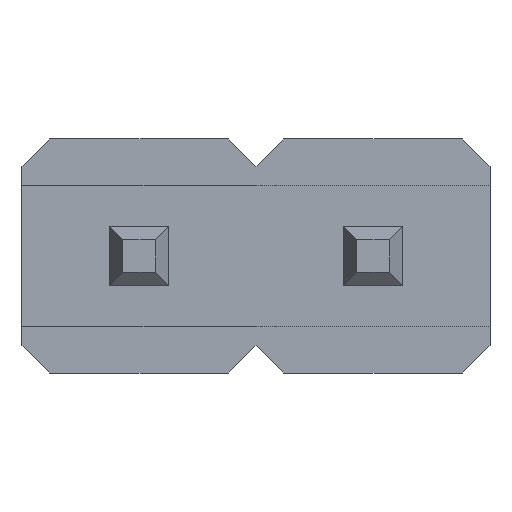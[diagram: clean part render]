
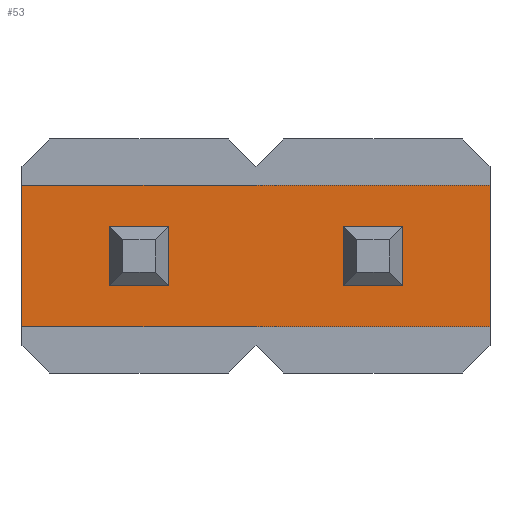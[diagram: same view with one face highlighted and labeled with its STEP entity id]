
A CAD part, front view. The second image highlights one B-rep face of the part: STEP entity #53.
In plain terms, the highlighted planar face has unit normal (0, -1, 0).
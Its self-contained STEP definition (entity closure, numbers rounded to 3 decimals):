
#1 = VERTEX_POINT ( 'NONE', #562 ) ;
#2 = EDGE_CURVE ( 'NONE', #3, #1, #561, .T. ) ;
#3 = VERTEX_POINT ( 'NONE', #557 ) ;
#4 = ORIENTED_EDGE ( 'NONE', *, *, #2, .T. ) ;
#5 = EDGE_CURVE ( 'NONE', #3, #340, #556, .T. ) ;
#6 = ORIENTED_EDGE ( 'NONE', *, *, #5, .F. ) ;
#53 = ADVANCED_FACE ( 'NONE', ( #695, #694, #693 ), #843, .F. ) ;
#54 = EDGE_LOOP ( 'NONE', ( #55, #59, #63, #341 ) ) ;
#55 = ORIENTED_EDGE ( 'NONE', *, *, #56, .F. ) ;
#56 = EDGE_CURVE ( 'NONE', #57, #58, #838, .T. ) ;
#57 = VERTEX_POINT ( 'NONE', #834 ) ;
#58 = VERTEX_POINT ( 'NONE', #833 ) ;
#59 = ORIENTED_EDGE ( 'NONE', *, *, #60, .F. ) ;
#60 = EDGE_CURVE ( 'NONE', #61, #57, #832, .T. ) ;
#61 = VERTEX_POINT ( 'NONE', #828 ) ;
#63 = ORIENTED_EDGE ( 'NONE', *, *, #95, .F. ) ;
#89 = ORIENTED_EDGE ( 'NONE', *, *, #90, .F. ) ;
#90 = EDGE_CURVE ( 'NONE', #91, #174, #744, .T. ) ;
#91 = VERTEX_POINT ( 'NONE', #740 ) ;
#92 = ORIENTED_EDGE ( 'NONE', *, *, #93, .F. ) ;
#93 = EDGE_CURVE ( 'NONE', #171, #91, #872, .T. ) ;
#95 = EDGE_CURVE ( 'NONE', #265, #61, #867, .T. ) ;
#137 = ORIENTED_EDGE ( 'NONE', *, *, #167, .T. ) ;
#138 = EDGE_LOOP ( 'NONE', ( #168, #172, #89, #92 ) ) ;
#167 = EDGE_CURVE ( 'NONE', #1, #339, #1070, .T. ) ;
#168 = ORIENTED_EDGE ( 'NONE', *, *, #169, .F. ) ;
#169 = EDGE_CURVE ( 'NONE', #170, #171, #996, .T. ) ;
#170 = VERTEX_POINT ( 'NONE', #992 ) ;
#171 = VERTEX_POINT ( 'NONE', #991 ) ;
#172 = ORIENTED_EDGE ( 'NONE', *, *, #173, .F. ) ;
#173 = EDGE_CURVE ( 'NONE', #174, #170, #990, .T. ) ;
#174 = VERTEX_POINT ( 'NONE', #986 ) ;
#265 = VERTEX_POINT ( 'NONE', #1213 ) ;
#339 = VERTEX_POINT ( 'NONE', #1371 ) ;
#340 = VERTEX_POINT ( 'NONE', #1370 ) ;
#341 = ORIENTED_EDGE ( 'NONE', *, *, #385, .F. ) ;
#384 = EDGE_CURVE ( 'NONE', #340, #339, #1494, .T. ) ;
#385 = EDGE_CURVE ( 'NONE', #58, #265, #1490, .T. ) ;
#386 = ORIENTED_EDGE ( 'NONE', *, *, #384, .F. ) ;
#387 = EDGE_LOOP ( 'NONE', ( #386, #6, #4, #137 ) ) ;
#553 = DIRECTION ( 'NONE',  ( 0., 0., 1. ) ) ;
#554 = VECTOR ( 'NONE', #553, 1000. ) ;
#555 = CARTESIAN_POINT ( 'NONE',  ( -1.27, 0.44, 0.77 ) ) ;
#556 = LINE ( 'NONE', #555, #554 ) ;
#557 = CARTESIAN_POINT ( 'NONE',  ( -1.27, 0.44, -0.77 ) ) ;
#558 = DIRECTION ( 'NONE',  ( 1., 0., 0. ) ) ;
#559 = VECTOR ( 'NONE', #558, 1000. ) ;
#560 = CARTESIAN_POINT ( 'NONE',  ( -1.27, 0.44, -0.77 ) ) ;
#561 = LINE ( 'NONE', #560, #559 ) ;
#562 = CARTESIAN_POINT ( 'NONE',  ( 3.81, 0.44, -0.77 ) ) ;
#693 = FACE_BOUND ( 'NONE', #138, .T. ) ;
#694 = FACE_OUTER_BOUND ( 'NONE', #387, .T. ) ;
#695 = FACE_BOUND ( 'NONE', #54, .T. ) ;
#740 = CARTESIAN_POINT ( 'NONE',  ( 2.865, 0.44, -0.325 ) ) ;
#741 = DIRECTION ( 'NONE',  ( 0., 0., 1. ) ) ;
#742 = VECTOR ( 'NONE', #741, 1000. ) ;
#743 = CARTESIAN_POINT ( 'NONE',  ( 2.865, 0.44, 0.77 ) ) ;
#744 = LINE ( 'NONE', #743, #742 ) ;
#828 = CARTESIAN_POINT ( 'NONE',  ( 0.325, 0.44, 0.325 ) ) ;
#829 = DIRECTION ( 'NONE',  ( -1., 0., 0. ) ) ;
#830 = VECTOR ( 'NONE', #829, 1000. ) ;
#831 = CARTESIAN_POINT ( 'NONE',  ( -1.27, 0.44, 0.325 ) ) ;
#832 = LINE ( 'NONE', #831, #830 ) ;
#833 = CARTESIAN_POINT ( 'NONE',  ( -0.325, 0.44, -0.325 ) ) ;
#834 = CARTESIAN_POINT ( 'NONE',  ( -0.325, 0.44, 0.325 ) ) ;
#835 = DIRECTION ( 'NONE',  ( 0., 0., -1. ) ) ;
#836 = VECTOR ( 'NONE', #835, 1000. ) ;
#837 = CARTESIAN_POINT ( 'NONE',  ( -0.325, 0.44, 0.77 ) ) ;
#838 = LINE ( 'NONE', #837, #836 ) ;
#839 = DIRECTION ( 'NONE',  ( 0., 0., 1. ) ) ;
#840 = DIRECTION ( 'NONE',  ( 0., 1., 0. ) ) ;
#841 = CARTESIAN_POINT ( 'NONE',  ( -1.27, 0.44, 0.77 ) ) ;
#842 = AXIS2_PLACEMENT_3D ( 'NONE', #841, #840, #839 ) ;
#843 = PLANE ( 'NONE',  #842 ) ;
#864 = DIRECTION ( 'NONE',  ( 0., 0., 1. ) ) ;
#865 = VECTOR ( 'NONE', #864, 1000. ) ;
#866 = CARTESIAN_POINT ( 'NONE',  ( 0.325, 0.44, 0.77 ) ) ;
#867 = LINE ( 'NONE', #866, #865 ) ;
#869 = DIRECTION ( 'NONE',  ( 1., 0., 0. ) ) ;
#870 = VECTOR ( 'NONE', #869, 1000. ) ;
#871 = CARTESIAN_POINT ( 'NONE',  ( -1.27, 0.44, -0.325 ) ) ;
#872 = LINE ( 'NONE', #871, #870 ) ;
#986 = CARTESIAN_POINT ( 'NONE',  ( 2.865, 0.44, 0.325 ) ) ;
#987 = DIRECTION ( 'NONE',  ( -1., 0., 0. ) ) ;
#988 = VECTOR ( 'NONE', #987, 1000. ) ;
#989 = CARTESIAN_POINT ( 'NONE',  ( -1.27, 0.44, 0.325 ) ) ;
#990 = LINE ( 'NONE', #989, #988 ) ;
#991 = CARTESIAN_POINT ( 'NONE',  ( 2.215, 0.44, -0.325 ) ) ;
#992 = CARTESIAN_POINT ( 'NONE',  ( 2.215, 0.44, 0.325 ) ) ;
#993 = DIRECTION ( 'NONE',  ( 0., 0., -1. ) ) ;
#994 = VECTOR ( 'NONE', #993, 1000. ) ;
#995 = CARTESIAN_POINT ( 'NONE',  ( 2.215, 0.44, 0.77 ) ) ;
#996 = LINE ( 'NONE', #995, #994 ) ;
#1067 = DIRECTION ( 'NONE',  ( 0., 0., 1. ) ) ;
#1068 = VECTOR ( 'NONE', #1067, 1000. ) ;
#1069 = CARTESIAN_POINT ( 'NONE',  ( 3.81, 0.44, 0.77 ) ) ;
#1070 = LINE ( 'NONE', #1069, #1068 ) ;
#1213 = CARTESIAN_POINT ( 'NONE',  ( 0.325, 0.44, -0.325 ) ) ;
#1370 = CARTESIAN_POINT ( 'NONE',  ( -1.27, 0.44, 0.77 ) ) ;
#1371 = CARTESIAN_POINT ( 'NONE',  ( 3.81, 0.44, 0.77 ) ) ;
#1487 = DIRECTION ( 'NONE',  ( 1., 0., 0. ) ) ;
#1488 = VECTOR ( 'NONE', #1487, 1000. ) ;
#1489 = CARTESIAN_POINT ( 'NONE',  ( -1.27, 0.44, -0.325 ) ) ;
#1490 = LINE ( 'NONE', #1489, #1488 ) ;
#1491 = DIRECTION ( 'NONE',  ( 1., 0., 0. ) ) ;
#1492 = VECTOR ( 'NONE', #1491, 1000. ) ;
#1493 = CARTESIAN_POINT ( 'NONE',  ( -1.27, 0.44, 0.77 ) ) ;
#1494 = LINE ( 'NONE', #1493, #1492 ) ;
